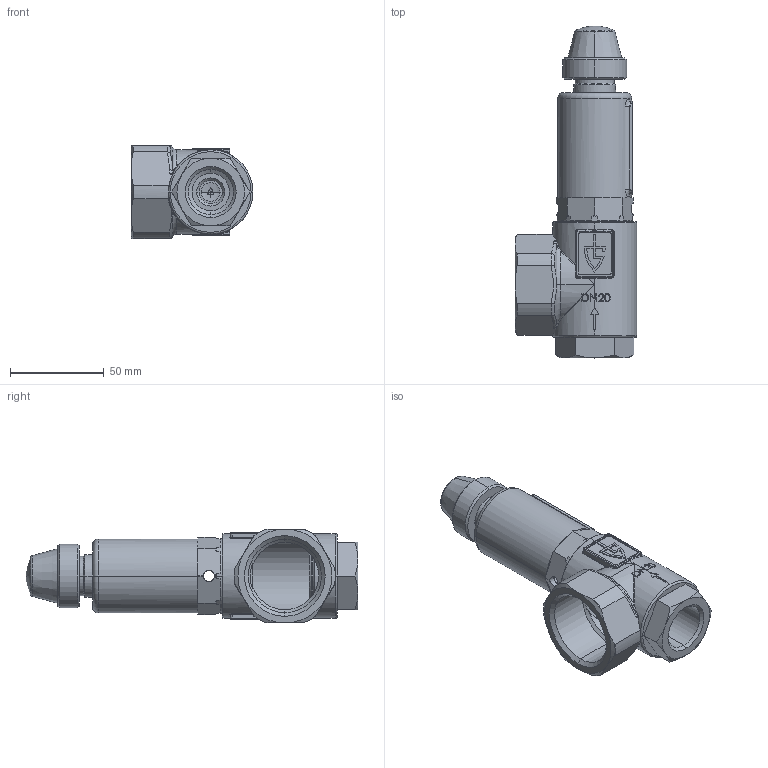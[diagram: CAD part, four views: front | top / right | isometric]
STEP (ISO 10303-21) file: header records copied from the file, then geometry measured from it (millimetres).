
FILE_DESCRIPTION (( 'STEP AP214' ), '1' );
FILE_NAME ('451 3-4 Dummy.STEP', '2010-07-07T06:25:15', ( '' ), ( '' ), 'SwSTEP 2.0', 'SolidWorks 2010', '' );
FILE_SCHEMA (( 'AUTOMOTIVE_DESIGN' ));
Length unit declared in the file: millimetre
Products named in the file (1): 451 3-4 Dummy
Bounding box: 65 x 177 x 50 mm (x, y, z)
Volume: 101308.1 mm3; surface area: 58332.6 mm2
Topology: 6 solids, 6 shells, 635 faces, 1615 edges, 1006 vertices
Faces by surface type: plane 202, cylinder 185, bspline 103, cone 86, torus 45, sphere 14
Entity records: 31586 total; most frequent: CARTESIAN_POINT 10152, ORIENTED_EDGE 3218, DIRECTION 2755, EDGE_CURVE 1609, AXIS2_PLACEMENT_3D 1071, VERTEX_POINT 1006, EDGE_LOOP 671, UNCERTAINTY_MEASURE_WITH_UNIT 643
